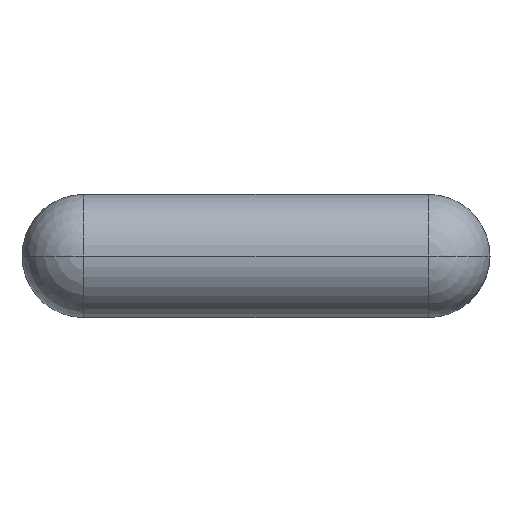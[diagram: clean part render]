
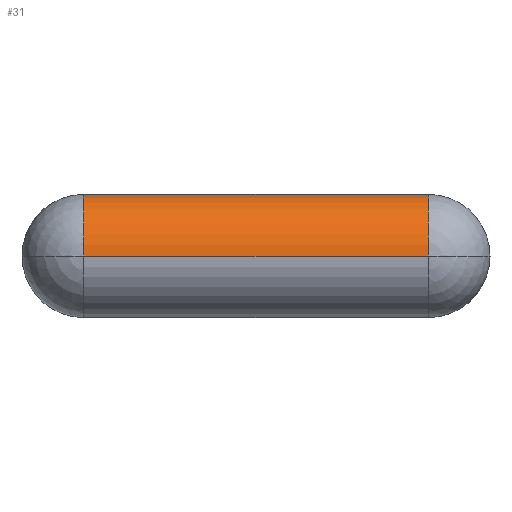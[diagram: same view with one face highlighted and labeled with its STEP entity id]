
A CAD part, front view. The second image highlights one B-rep face of the part: STEP entity #31.
In plain terms, the highlighted cylindrical face has radius 25 mm (diameter 50 mm), a partial arc.
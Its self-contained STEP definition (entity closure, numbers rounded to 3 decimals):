
#4 = CIRCLE ( 'NONE', #223, 25. ) ;
#31 = ADVANCED_FACE ( 'NONE', ( #682 ), #136, .T. ) ;
#63 = DIRECTION ( 'NONE',  ( 0., 0., 1. ) ) ;
#98 = VERTEX_POINT ( 'NONE', #409 ) ;
#109 = LINE ( 'NONE', #594, #125 ) ;
#110 = DIRECTION ( 'NONE',  ( 1., 0., 0. ) ) ;
#115 = EDGE_CURVE ( 'NONE', #496, #166, #997, .T. ) ;
#125 = VECTOR ( 'NONE', #436, 1000. ) ;
#136 = CYLINDRICAL_SURFACE ( 'NONE', #746, 25. ) ;
#141 = DIRECTION ( 'NONE',  ( -1., 0., 0. ) ) ;
#158 = CARTESIAN_POINT ( 'NONE',  ( 95., -350., 25. ) ) ;
#166 = VERTEX_POINT ( 'NONE', #483 ) ;
#189 = DIRECTION ( 'NONE',  ( 1., 0., 0. ) ) ;
#210 = EDGE_LOOP ( 'NONE', ( #395, #446, #925, #535, #896, #1012 ) ) ;
#223 = AXIS2_PLACEMENT_3D ( 'NONE', #792, #141, #1046 ) ;
#264 = VERTEX_POINT ( 'NONE', #747 ) ;
#269 = CARTESIAN_POINT ( 'NONE',  ( 95., -350., 25. ) ) ;
#299 = CARTESIAN_POINT ( 'NONE',  ( 70., -375., 0. ) ) ;
#321 = DIRECTION ( 'NONE',  ( -1., 0., 0. ) ) ;
#377 = EDGE_CURVE ( 'NONE', #1041, #98, #109, .T. ) ;
#391 = CIRCLE ( 'NONE', #919, 25. ) ;
#395 = ORIENTED_EDGE ( 'NONE', *, *, #604, .F. ) ;
#409 = CARTESIAN_POINT ( 'NONE',  ( -70., -375., 0. ) ) ;
#416 = VECTOR ( 'NONE', #189, 1000. ) ;
#436 = DIRECTION ( 'NONE',  ( -1., 0., 0. ) ) ;
#446 = ORIENTED_EDGE ( 'NONE', *, *, #377, .F. ) ;
#466 = LINE ( 'NONE', #598, #934 ) ;
#483 = CARTESIAN_POINT ( 'NONE',  ( -20., -350., 25. ) ) ;
#496 = VERTEX_POINT ( 'NONE', #787 ) ;
#523 = DIRECTION ( 'NONE',  ( 0., 0., -1. ) ) ;
#535 = ORIENTED_EDGE ( 'NONE', *, *, #1024, .F. ) ;
#560 = VERTEX_POINT ( 'NONE', #773 ) ;
#567 = LINE ( 'NONE', #269, #416 ) ;
#594 = CARTESIAN_POINT ( 'NONE',  ( -95., -375., 0. ) ) ;
#598 = CARTESIAN_POINT ( 'NONE',  ( 95., -350., 25. ) ) ;
#604 = EDGE_CURVE ( 'NONE', #98, #496, #4, .T. ) ;
#647 = DIRECTION ( 'NONE',  ( 1., 0., 0. ) ) ;
#682 = FACE_OUTER_BOUND ( 'NONE', #210, .T. ) ;
#689 = DIRECTION ( 'NONE',  ( -1., 0., 0. ) ) ;
#746 = AXIS2_PLACEMENT_3D ( 'NONE', #1034, #321, #63 ) ;
#747 = CARTESIAN_POINT ( 'NONE',  ( 20., -350., 25. ) ) ;
#773 = CARTESIAN_POINT ( 'NONE',  ( 70., -350., 25. ) ) ;
#787 = CARTESIAN_POINT ( 'NONE',  ( -70., -350., 25. ) ) ;
#792 = CARTESIAN_POINT ( 'NONE',  ( -70., -350., 0. ) ) ;
#896 = ORIENTED_EDGE ( 'NONE', *, *, #907, .F. ) ;
#907 = EDGE_CURVE ( 'NONE', #166, #264, #567, .T. ) ;
#908 = VECTOR ( 'NONE', #647, 1000. ) ;
#917 = CARTESIAN_POINT ( 'NONE',  ( 70., -350., 0. ) ) ;
#919 = AXIS2_PLACEMENT_3D ( 'NONE', #917, #689, #523 ) ;
#925 = ORIENTED_EDGE ( 'NONE', *, *, #980, .T. ) ;
#934 = VECTOR ( 'NONE', #110, 1000. ) ;
#980 = EDGE_CURVE ( 'NONE', #1041, #560, #391, .T. ) ;
#997 = LINE ( 'NONE', #158, #908 ) ;
#1012 = ORIENTED_EDGE ( 'NONE', *, *, #115, .F. ) ;
#1024 = EDGE_CURVE ( 'NONE', #264, #560, #466, .T. ) ;
#1034 = CARTESIAN_POINT ( 'NONE',  ( 0., -350., 0. ) ) ;
#1041 = VERTEX_POINT ( 'NONE', #299 ) ;
#1046 = DIRECTION ( 'NONE',  ( 0., 0., 1. ) ) ;
